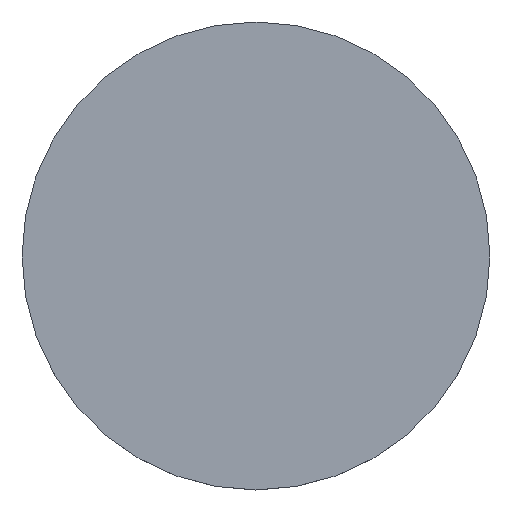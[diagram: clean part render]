
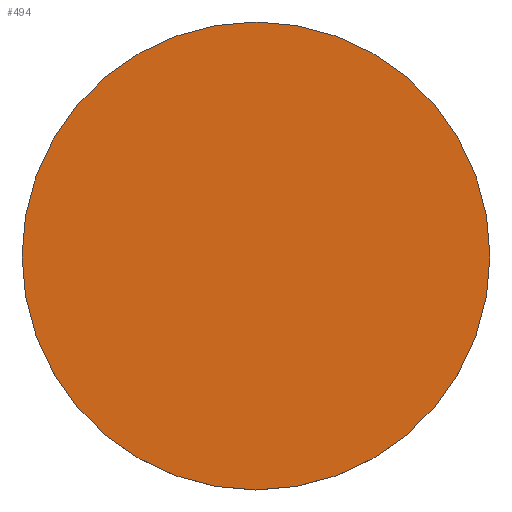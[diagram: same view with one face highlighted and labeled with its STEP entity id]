
A CAD part, top view. The second image highlights one B-rep face of the part: STEP entity #494.
In plain terms, the highlighted planar face has unit normal (0, 0, 1).
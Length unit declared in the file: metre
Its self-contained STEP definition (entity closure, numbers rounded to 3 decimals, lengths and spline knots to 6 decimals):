
#494=ADVANCED_FACE('',(#1433),#1434,.T.);
#1433=FACE_OUTER_BOUND('',#2902,.T.);
#1434=PLANE('',#2903);
#2902=EDGE_LOOP('',(#4388));
#2903=AXIS2_PLACEMENT_3D('',#4389,#4390,#4391);
#4388=ORIENTED_EDGE('',*,*,#8354,.F.);
#4389=CARTESIAN_POINT('',(0.0,0.0,0.0));
#4390=DIRECTION('',(0.0,-0.0,1.0));
#4391=DIRECTION('',(1.0,0.0,0.0));
#8354=EDGE_CURVE('',#9908,#9908,#9909,.T.);
#9908=VERTEX_POINT('',#12184);
#9909=CIRCLE('',#12185,0.01685);
#12184=CARTESIAN_POINT('',(-0.01685,0.0,0.0));
#12185=AXIS2_PLACEMENT_3D('',#15329,#15330,#15331);
#15329=CARTESIAN_POINT('',(0.0,0.0,0.0));
#15330=DIRECTION('',(0.0,0.0,-1.0));
#15331=DIRECTION('',(-1.0,0.0,0.0));
